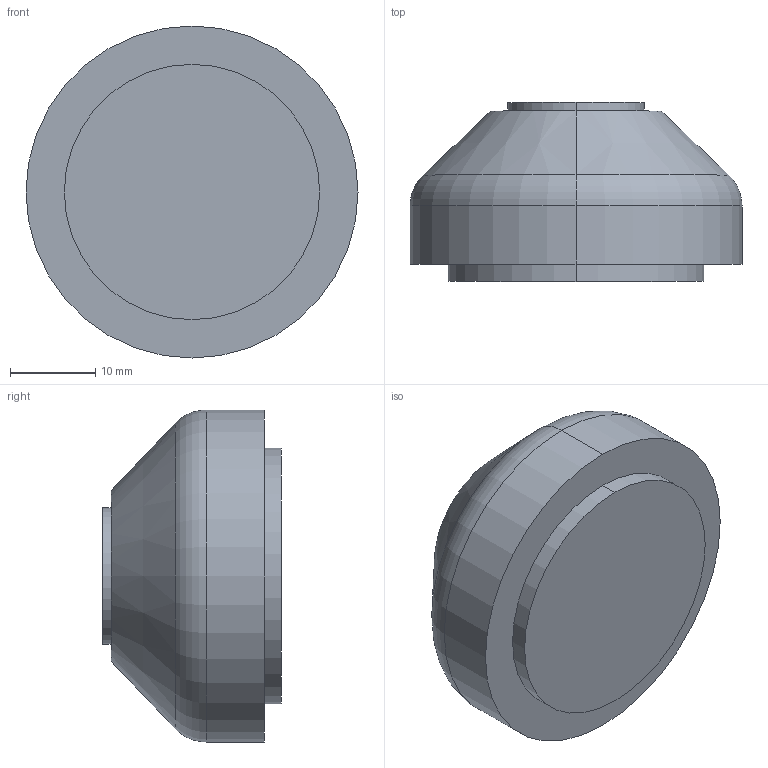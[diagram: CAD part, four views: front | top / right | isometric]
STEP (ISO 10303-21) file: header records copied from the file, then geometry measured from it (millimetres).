
FILE_DESCRIPTION (( 'STEP AP214' ), '1' );
FILE_NAME ('B860 Ïÿòêà îïîðû ðåãóëèðóåìîé Ô39.STEP', '2025-07-18T09:46:53', ( '' ), ( '' ), 'SwSTEP 2.0', 'SolidWorks 2025', '' );
FILE_SCHEMA (( 'AUTOMOTIVE_DESIGN' ));
Length unit declared in the file: millimetre
Products named in the file (1): B860 Пятка опоры регулируемой Ф39
Bounding box: 39 x 21 x 39 mm (x, y, z)
Volume: 16933.5 mm3; surface area: 4457.9 mm2
Topology: 1 solids, 1 shells, 20 faces, 42 edges, 25 vertices
Faces by surface type: cylinder 8, cone 4, plane 4, sphere 2, torus 2
Entity records: 555 total; most frequent: DIRECTION 110, CARTESIAN_POINT 86, ORIENTED_EDGE 80, AXIS2_PLACEMENT_3D 49, EDGE_CURVE 40, CIRCLE 28, VERTEX_POINT 25, EDGE_LOOP 23
